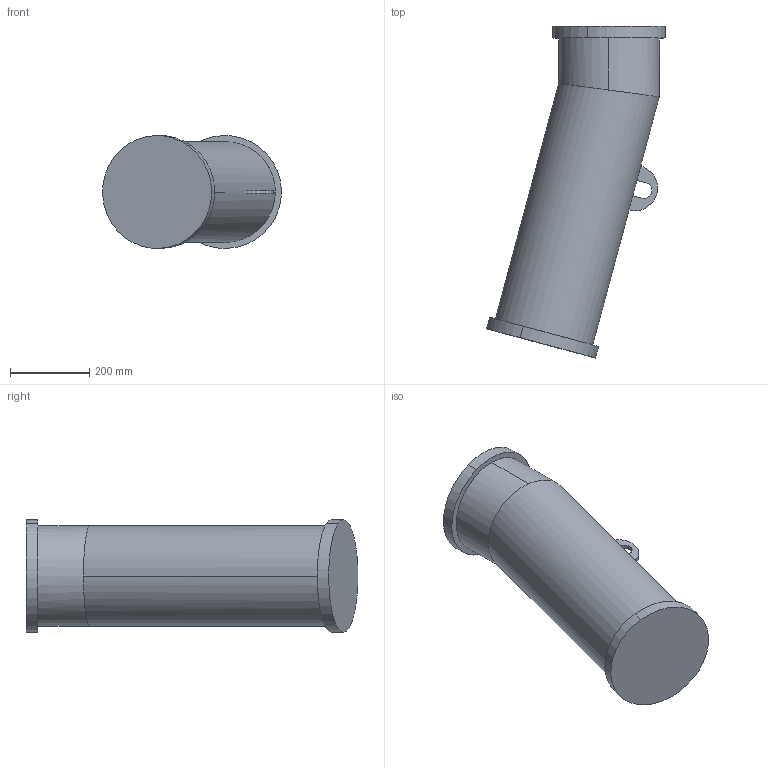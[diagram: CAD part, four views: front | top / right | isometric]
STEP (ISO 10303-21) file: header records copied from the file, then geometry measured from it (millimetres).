
FILE_DESCRIPTION (( 'STEP AP214' ), '1' );
FILE_NAME ('DN150-15-ANGLE.STEP', '2021-03-31T08:26:14', ( '' ), ( '' ), 'SwSTEP 2.0', 'SolidWorks 2017', '' );
FILE_SCHEMA (( 'AUTOMOTIVE_DESIGN' ));
Length unit declared in the file: millimetre
Products named in the file (1): DN150-15-ANGLE
Bounding box: 451.13 x 837.61 x 284.73 mm (x, y, z)
Volume: 28461382.7 mm3; surface area: 1235152 mm2
Topology: 1 solids, 18 shells, 82 faces, 180 edges, 102 vertices
Faces by surface type: cone 36, plane 26, cylinder 18, torus 2
Entity records: 2166 total; most frequent: DIRECTION 382, CARTESIAN_POINT 357, ORIENTED_EDGE 296, AXIS2_PLACEMENT_3D 159, EDGE_CURVE 148, VERTEX_POINT 102, EDGE_LOOP 84, FACE_OUTER_BOUND 82
